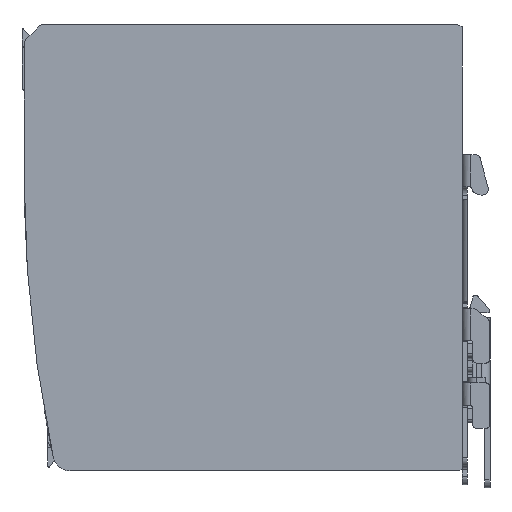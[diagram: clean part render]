
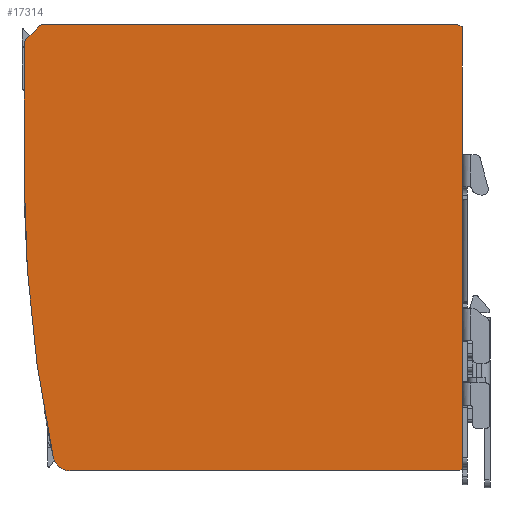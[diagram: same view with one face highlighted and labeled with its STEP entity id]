
A CAD part, front view. The second image highlights one B-rep face of the part: STEP entity #17314.
In plain terms, the highlighted face is planar.
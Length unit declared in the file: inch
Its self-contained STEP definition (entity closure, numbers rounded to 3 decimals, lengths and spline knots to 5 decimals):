
#36 = CARTESIAN_POINT ( 'NONE',  ( 0.98425, 2.38065, 2.78765 ) ) ;
#715 = EDGE_CURVE ( 'NONE', #9969, #16555, #9484, .T. ) ;
#885 = VECTOR ( 'NONE', #20802, 39.37008 ) ;
#1179 = CARTESIAN_POINT ( 'NONE',  ( 0.98425, 2.55906, 2.58316 ) ) ;
#1191 = DIRECTION ( 'NONE',  ( -1., 0., 0. ) ) ;
#1294 = DIRECTION ( 'NONE',  ( -1., 0., 0. ) ) ;
#1647 = ORIENTED_EDGE ( 'NONE', *, *, #8202, .F. ) ;
#2034 = EDGE_CURVE ( 'NONE', #16204, #16766, #12134, .T. ) ;
#2216 = CARTESIAN_POINT ( 'NONE',  ( 0.98425, 2.55906, 2.27875 ) ) ;
#2675 = CARTESIAN_POINT ( 'NONE',  ( 0.98425, 2.33611, 2.74311 ) ) ;
#2694 = CARTESIAN_POINT ( 'NONE',  ( 0.98425, 2.55906, -2.1502 ) ) ;
#2882 = PLANE ( 'NONE',  #21551 ) ;
#2890 = VECTOR ( 'NONE', #5076, 39.37008 ) ;
#3355 = VECTOR ( 'NONE', #3842, 39.37008 ) ;
#3488 = CARTESIAN_POINT ( 'NONE',  ( 0.98425, -2.3622, -2.21358 ) ) ;
#3842 = DIRECTION ( 'NONE',  ( 0., 0., 1. ) ) ;
#4232 = ORIENTED_EDGE ( 'NONE', *, *, #16268, .F. ) ;
#4498 = DIRECTION ( 'NONE',  ( 0., 1., 0. ) ) ;
#5076 = DIRECTION ( 'NONE',  ( 0., -1., 0. ) ) ;
#5589 = DIRECTION ( 'NONE',  ( 0., 0.707, -0.707 ) ) ;
#5672 = CARTESIAN_POINT ( 'NONE',  ( 0.98425, -2.3622, 2.8061 ) ) ;
#5981 = ORIENTED_EDGE ( 'NONE', *, *, #2034, .F. ) ;
#6355 = AXIS2_PLACEMENT_3D ( 'NONE', #11150, #18571, #20509 ) ;
#6378 = VERTEX_POINT ( 'NONE', #11056 ) ;
#6539 = AXIS2_PLACEMENT_3D ( 'NONE', #2675, #10337, #4498 ) ;
#6701 = ORIENTED_EDGE ( 'NONE', *, *, #7988, .F. ) ;
#7475 = VERTEX_POINT ( 'NONE', #18715 ) ;
#7788 = ORIENTED_EDGE ( 'NONE', *, *, #14749, .F. ) ;
#7988 = EDGE_CURVE ( 'NONE', #7475, #13650, #13482, .T. ) ;
#8202 = EDGE_CURVE ( 'NONE', #16766, #22705, #8300, .T. ) ;
#8300 = LINE ( 'NONE', #2694, #23144 ) ;
#8390 = CARTESIAN_POINT ( 'NONE',  ( 0.98425, -2.55906, -2.1876 ) ) ;
#8920 = CARTESIAN_POINT ( 'NONE',  ( 0.98425, 2.55906, -2.1502 ) ) ;
#9187 = CARTESIAN_POINT ( 'NONE',  ( 0.98425, 0.82688, -12.94193 ) ) ;
#9484 = LINE ( 'NONE', #14943, #18217 ) ;
#9834 = CIRCLE ( 'NONE', #6355, 0.06299 ) ;
#9969 = VERTEX_POINT ( 'NONE', #8390 ) ;
#10337 = DIRECTION ( 'NONE',  ( -1., 0., 0. ) ) ;
#10768 = AXIS2_PLACEMENT_3D ( 'NONE', #17835, #1191, #13815 ) ;
#10994 = DIRECTION ( 'NONE',  ( 0., 1., 0. ) ) ;
#11056 = CARTESIAN_POINT ( 'NONE',  ( 0.98425, 0.82677, 2.8061 ) ) ;
#11150 = CARTESIAN_POINT ( 'NONE',  ( 0.98425, 2.49606, 2.58316 ) ) ;
#11993 = DIRECTION ( 'NONE',  ( -1., 0., 0. ) ) ;
#12134 = LINE ( 'NONE', #2216, #885 ) ;
#12234 = FACE_OUTER_BOUND ( 'NONE', #21059, .T. ) ;
#12321 = EDGE_CURVE ( 'NONE', #19721, #20372, #18702, .T. ) ;
#13077 = DIRECTION ( 'NONE',  ( 0., 1., 0. ) ) ;
#13217 = ORIENTED_EDGE ( 'NONE', *, *, #12321, .F. ) ;
#13482 = CIRCLE ( 'NONE', #10768, 0.19685 ) ;
#13650 = VERTEX_POINT ( 'NONE', #22082 ) ;
#13697 = CARTESIAN_POINT ( 'NONE',  ( 0.98425, -2.3622, 2.27875 ) ) ;
#13751 = EDGE_CURVE ( 'NONE', #6378, #23581, #22315, .T. ) ;
#13807 = ORIENTED_EDGE ( 'NONE', *, *, #715, .T. ) ;
#13815 = DIRECTION ( 'NONE',  ( 0., 1., 0. ) ) ;
#14503 = CARTESIAN_POINT ( 'NONE',  ( 0.98425, 2.52756, -2.21358 ) ) ;
#14556 = ORIENTED_EDGE ( 'NONE', *, *, #13751, .F. ) ;
#14749 = EDGE_CURVE ( 'NONE', #22705, #16555, #20137, .T. ) ;
#14943 = CARTESIAN_POINT ( 'NONE',  ( 0.98425, -2.52756, -2.21358 ) ) ;
#15374 = LINE ( 'NONE', #20492, #3355 ) ;
#15921 = ORIENTED_EDGE ( 'NONE', *, *, #23728, .F. ) ;
#16204 = VERTEX_POINT ( 'NONE', #1179 ) ;
#16268 = EDGE_CURVE ( 'NONE', #13650, #6378, #21977, .T. ) ;
#16555 = VERTEX_POINT ( 'NONE', #19365 ) ;
#16766 = VERTEX_POINT ( 'NONE', #8920 ) ;
#16886 = ORIENTED_EDGE ( 'NONE', *, *, #18189, .F. ) ;
#17314 = ADVANCED_FACE ( 'NONE', ( #12234 ), #2882, .F. ) ;
#17362 = ORIENTED_EDGE ( 'NONE', *, *, #19882, .F. ) ;
#17400 = CIRCLE ( 'NONE', #6539, 0.06299 ) ;
#17835 = CARTESIAN_POINT ( 'NONE',  ( 0.98425, -2.3622, 2.27875 ) ) ;
#18189 = EDGE_CURVE ( 'NONE', #9969, #7475, #15374, .T. ) ;
#18217 = VECTOR ( 'NONE', #22362, 39.37008 ) ;
#18571 = DIRECTION ( 'NONE',  ( -1., 0., 0. ) ) ;
#18702 = LINE ( 'NONE', #20407, #22520 ) ;
#18715 = CARTESIAN_POINT ( 'NONE',  ( 0.98425, -2.55906, 2.27875 ) ) ;
#18765 = VECTOR ( 'NONE', #13077, 39.37008 ) ;
#19365 = CARTESIAN_POINT ( 'NONE',  ( 0.98425, -2.52756, -2.21358 ) ) ;
#19468 = CARTESIAN_POINT ( 'NONE',  ( 0.98425, 2.54061, 2.6277 ) ) ;
#19531 = DIRECTION ( 'NONE',  ( 0., -1., 0. ) ) ;
#19721 = VERTEX_POINT ( 'NONE', #36 ) ;
#19882 = EDGE_CURVE ( 'NONE', #23581, #19721, #17400, .T. ) ;
#20137 = LINE ( 'NONE', #3488, #2890 ) ;
#20372 = VERTEX_POINT ( 'NONE', #19468 ) ;
#20407 = CARTESIAN_POINT ( 'NONE',  ( 0.98425, 2.38065, 2.78765 ) ) ;
#20492 = CARTESIAN_POINT ( 'NONE',  ( 0.98425, -2.55906, 2.27875 ) ) ;
#20509 = DIRECTION ( 'NONE',  ( 0., 1., 0. ) ) ;
#20802 = DIRECTION ( 'NONE',  ( 0., 0., -1. ) ) ;
#21059 = EDGE_LOOP ( 'NONE', ( #15921, #13217, #17362, #14556, #4232, #6701, #16886, #13807, #7788, #1647, #5981 ) ) ;
#21194 = AXIS2_PLACEMENT_3D ( 'NONE', #9187, #1294, #10994 ) ;
#21551 = AXIS2_PLACEMENT_3D ( 'NONE', #13697, #11993, #19531 ) ;
#21616 = CARTESIAN_POINT ( 'NONE',  ( 0.98425, 2.33611, 2.8061 ) ) ;
#21977 = CIRCLE ( 'NONE', #21194, 15.74803 ) ;
#22082 = CARTESIAN_POINT ( 'NONE',  ( 0.98425, -2.40256, 2.47142 ) ) ;
#22315 = LINE ( 'NONE', #5672, #18765 ) ;
#22362 = DIRECTION ( 'NONE',  ( 0., 0.771, -0.636 ) ) ;
#22520 = VECTOR ( 'NONE', #5589, 39.37008 ) ;
#22705 = VERTEX_POINT ( 'NONE', #14503 ) ;
#23144 = VECTOR ( 'NONE', #23227, 39.37008 ) ;
#23227 = DIRECTION ( 'NONE',  ( 0., -0.445, -0.896 ) ) ;
#23581 = VERTEX_POINT ( 'NONE', #21616 ) ;
#23728 = EDGE_CURVE ( 'NONE', #20372, #16204, #9834, .T. ) ;
